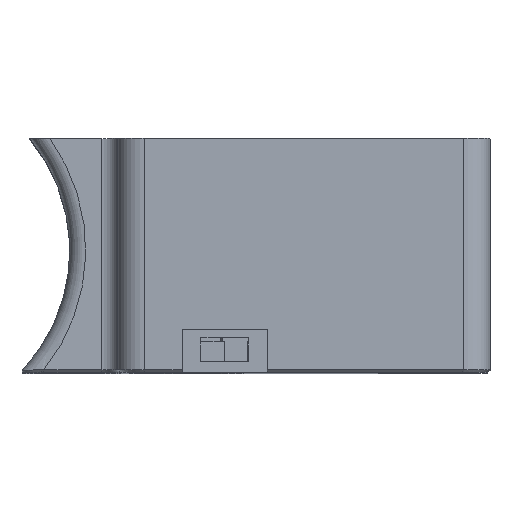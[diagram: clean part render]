
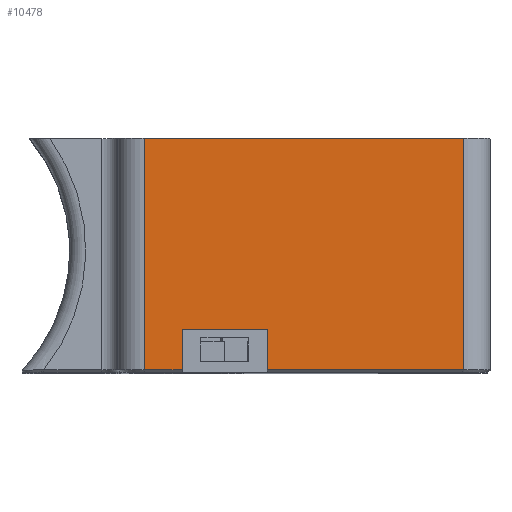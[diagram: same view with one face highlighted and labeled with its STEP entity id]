
A CAD part, top view. The second image highlights one B-rep face of the part: STEP entity #10478.
In plain terms, the highlighted planar face has unit normal (0, 0, 1).
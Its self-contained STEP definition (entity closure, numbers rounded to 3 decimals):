
#459=FACE_OUTER_BOUND('',#1023,.T.);
#1023=EDGE_LOOP('',(#7769,#7770,#7771,#7772,#7773,#7774,#7775,#7776));
#2159=LINE('',#16059,#3418);
#2204=LINE('',#16151,#3463);
#2206=LINE('',#16155,#3465);
#2207=LINE('',#16157,#3466);
#2208=LINE('',#16158,#3467);
#2209=LINE('',#16160,#3468);
#2210=LINE('',#16162,#3469);
#2211=LINE('',#16163,#3470);
#3418=VECTOR('',#12898,10.);
#3463=VECTOR('',#12973,10.);
#3465=VECTOR('',#12977,10.);
#3466=VECTOR('',#12978,10.);
#3467=VECTOR('',#12979,10.);
#3468=VECTOR('',#12980,10.);
#3469=VECTOR('',#12981,10.);
#3470=VECTOR('',#12982,10.);
#4670=VERTEX_POINT('',#16056);
#4671=VERTEX_POINT('',#16058);
#4702=VERTEX_POINT('',#16148);
#4703=VERTEX_POINT('',#16150);
#4704=VERTEX_POINT('',#16154);
#4705=VERTEX_POINT('',#16156);
#4706=VERTEX_POINT('',#16159);
#4707=VERTEX_POINT('',#16161);
#5864=EDGE_CURVE('',#4670,#4671,#2159,.T.);
#5910=EDGE_CURVE('',#4703,#4702,#2204,.T.);
#5912=EDGE_CURVE('',#4671,#4704,#2206,.T.);
#5913=EDGE_CURVE('',#4705,#4670,#2207,.T.);
#5914=EDGE_CURVE('',#4705,#4703,#2208,.T.);
#5915=EDGE_CURVE('',#4702,#4706,#2209,.T.);
#5916=EDGE_CURVE('',#4707,#4706,#2210,.T.);
#5917=EDGE_CURVE('',#4704,#4707,#2211,.T.);
#7769=ORIENTED_EDGE('',*,*,#5912,.F.);
#7770=ORIENTED_EDGE('',*,*,#5864,.F.);
#7771=ORIENTED_EDGE('',*,*,#5913,.F.);
#7772=ORIENTED_EDGE('',*,*,#5914,.T.);
#7773=ORIENTED_EDGE('',*,*,#5910,.T.);
#7774=ORIENTED_EDGE('',*,*,#5915,.T.);
#7775=ORIENTED_EDGE('',*,*,#5916,.F.);
#7776=ORIENTED_EDGE('',*,*,#5917,.F.);
#9991=PLANE('',#11212);
#10478=ADVANCED_FACE('',(#459),#9991,.T.);
#11212=AXIS2_PLACEMENT_3D('',#16153,#12975,#12976);
#12898=DIRECTION('',(0.,1.,0.));
#12973=DIRECTION('',(1.,0.,0.));
#12975=DIRECTION('center_axis',(0.,0.,1.));
#12976=DIRECTION('ref_axis',(-1.,0.,0.));
#12977=DIRECTION('',(1.,0.,0.));
#12978=DIRECTION('',(-1.,0.,0.));
#12979=DIRECTION('',(0.,1.,0.));
#12980=DIRECTION('',(0.,-1.,0.));
#12981=DIRECTION('',(-1.,0.,0.));
#12982=DIRECTION('',(0.,-1.,0.));
#16056=CARTESIAN_POINT('',(5.,-1.5,127.5));
#16058=CARTESIAN_POINT('',(5.,42.,127.5));
#16059=CARTESIAN_POINT('',(5.,0.,127.5));
#16148=CARTESIAN_POINT('',(28.141,6.147,127.5));
#16150=CARTESIAN_POINT('',(12.141,6.147,127.5));
#16151=CARTESIAN_POINT('',(27.32,6.147,127.5));
#16153=CARTESIAN_POINT('Origin',(42.5,0.,127.5));
#16154=CARTESIAN_POINT('',(65.,42.,127.5));
#16155=CARTESIAN_POINT('',(42.5,42.,127.5));
#16156=CARTESIAN_POINT('',(12.141,-1.5,127.5));
#16157=CARTESIAN_POINT('',(38.75,-1.5,127.5));
#16158=CARTESIAN_POINT('',(12.141,-1.027,127.5));
#16159=CARTESIAN_POINT('',(28.141,-1.5,127.5));
#16160=CARTESIAN_POINT('',(28.141,3.073,127.5));
#16161=CARTESIAN_POINT('',(65.,-1.5,127.5));
#16162=CARTESIAN_POINT('',(38.75,-1.5,127.5));
#16163=CARTESIAN_POINT('',(65.,0.,127.5));
